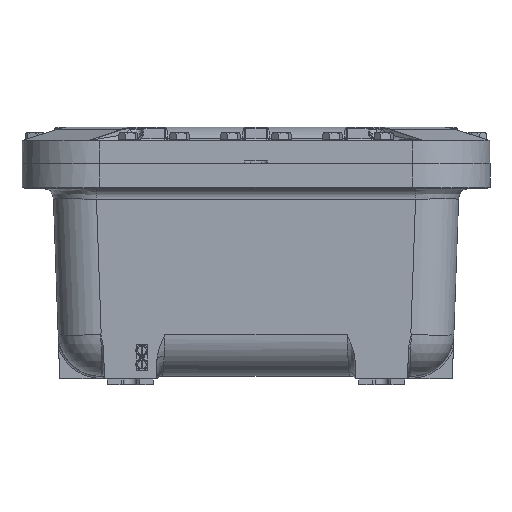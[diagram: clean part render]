
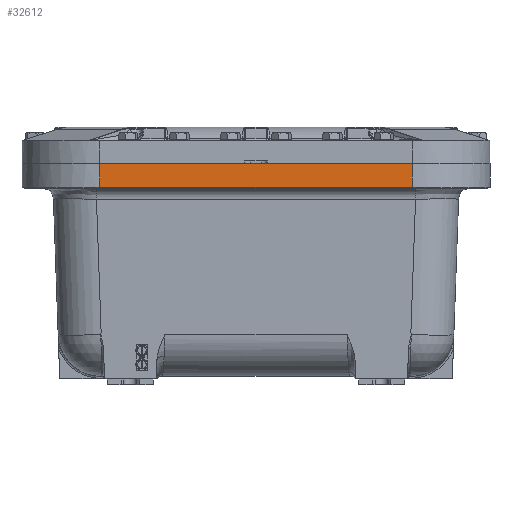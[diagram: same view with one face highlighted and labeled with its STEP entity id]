
A CAD part, left-side view. The second image highlights one B-rep face of the part: STEP entity #32612.
In plain terms, the highlighted face is planar.
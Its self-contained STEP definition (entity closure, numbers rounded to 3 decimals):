
#6043=FACE_OUTER_BOUND('',#8153,.T.);
#8153=EDGE_LOOP('',(#26438,#26439,#26440,#26441));
#10322=LINE('',#63881,#12533);
#10332=LINE('',#63971,#12543);
#10333=LINE('',#63973,#12544);
#10334=LINE('',#63974,#12545);
#12533=VECTOR('',#40164,0.394);
#12543=VECTOR('',#40190,0.394);
#12544=VECTOR('',#40191,0.394);
#12545=VECTOR('',#40192,0.394);
#15238=VERTEX_POINT('',#63874);
#15240=VERTEX_POINT('',#63880);
#15256=VERTEX_POINT('',#63970);
#15257=VERTEX_POINT('',#63972);
#19219=EDGE_CURVE('',#15240,#15238,#10322,.T.);
#19240=EDGE_CURVE('',#15256,#15238,#10332,.T.);
#19241=EDGE_CURVE('',#15257,#15256,#10333,.T.);
#19242=EDGE_CURVE('',#15240,#15257,#10334,.T.);
#26438=ORIENTED_EDGE('',*,*,#19240,.F.);
#26439=ORIENTED_EDGE('',*,*,#19241,.F.);
#26440=ORIENTED_EDGE('',*,*,#19242,.F.);
#26441=ORIENTED_EDGE('',*,*,#19219,.T.);
#31164=PLANE('',#35257);
#32612=ADVANCED_FACE('',(#6043),#31164,.T.);
#35257=AXIS2_PLACEMENT_3D('',#63969,#40188,#40189);
#40164=DIRECTION('',(0.,0.,-1.));
#40188=DIRECTION('center_axis',(1.,0.,0.));
#40189=DIRECTION('ref_axis',(0.,-1.,0.));
#40190=DIRECTION('',(0.,-1.,0.));
#40191=DIRECTION('',(0.,0.,-1.));
#40192=DIRECTION('',(0.,1.,0.));
#63874=CARTESIAN_POINT('',(10.188,-6.813,8.22));
#63880=CARTESIAN_POINT('',(10.188,-6.813,9.251));
#63881=CARTESIAN_POINT('',(10.188,-6.813,9.251));
#63969=CARTESIAN_POINT('Origin',(10.188,6.813,9.251));
#63970=CARTESIAN_POINT('',(10.188,6.813,8.22));
#63971=CARTESIAN_POINT('',(10.188,5.158,8.22));
#63972=CARTESIAN_POINT('',(10.188,6.813,9.251));
#63973=CARTESIAN_POINT('',(10.188,6.813,9.251));
#63974=CARTESIAN_POINT('',(10.188,3.406,9.251));
